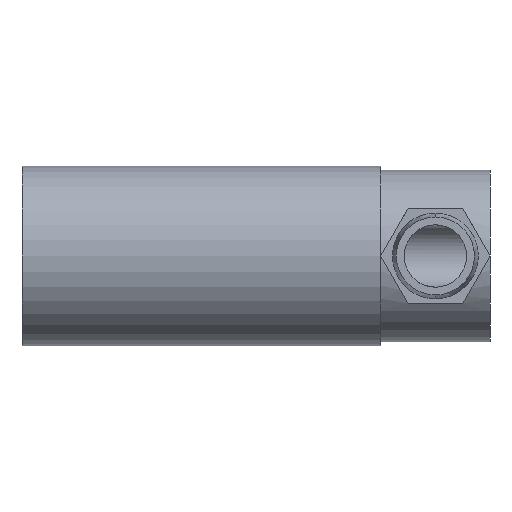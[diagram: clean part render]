
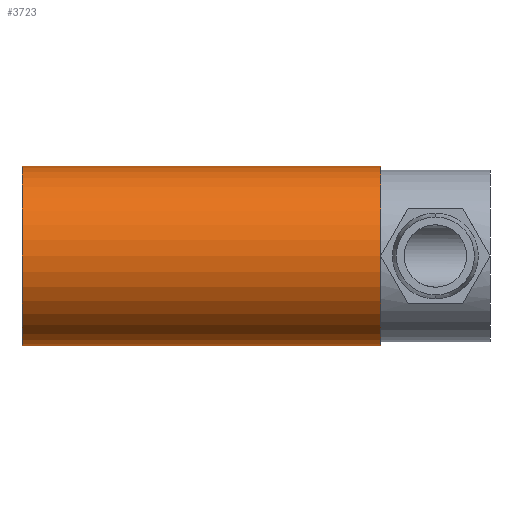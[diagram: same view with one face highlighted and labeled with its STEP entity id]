
A CAD part, front view. The second image highlights one B-rep face of the part: STEP entity #3723.
In plain terms, the highlighted cylindrical face has radius 11.5 mm (diameter 23 mm), a partial arc.
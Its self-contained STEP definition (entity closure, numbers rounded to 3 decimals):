
#427 = VERTEX_POINT ( 'NONE', #8549 ) ;
#972 = CARTESIAN_POINT ( 'NONE',  ( 0., 0., 11.5 ) ) ;
#1017 = EDGE_CURVE ( 'NONE', #427, #1733, #5902, .T. ) ;
#1073 = CARTESIAN_POINT ( 'NONE',  ( 0., 0., 11.5 ) ) ;
#1144 = EDGE_CURVE ( 'NONE', #4391, #3423, #2350, .T. ) ;
#1178 = ORIENTED_EDGE ( 'NONE', *, *, #1144, .T. ) ;
#1381 = CARTESIAN_POINT ( 'NONE',  ( 46., 0., 11.5 ) ) ;
#1733 = VERTEX_POINT ( 'NONE', #8411 ) ;
#1828 = DIRECTION ( 'NONE',  ( -1., 0., 0. ) ) ;
#1874 = DIRECTION ( 'NONE',  ( -1., 0., 0. ) ) ;
#1947 = DIRECTION ( 'NONE',  ( -1., 0., 0. ) ) ;
#2091 = CIRCLE ( 'NONE', #5054, 11.5 ) ;
#2350 = LINE ( 'NONE', #1073, #8727 ) ;
#2550 = CARTESIAN_POINT ( 'NONE',  ( 0., 0., 0. ) ) ;
#3216 = FACE_OUTER_BOUND ( 'NONE', #8661, .T. ) ;
#3423 = VERTEX_POINT ( 'NONE', #972 ) ;
#3723 = ADVANCED_FACE ( 'NONE', ( #3216 ), #5198, .T. ) ;
#3970 = DIRECTION ( 'NONE',  ( 0., 0., 1. ) ) ;
#4080 = AXIS2_PLACEMENT_3D ( 'NONE', #7997, #1947, #5802 ) ;
#4283 = DIRECTION ( 'NONE',  ( 0., 0., 1. ) ) ;
#4391 = VERTEX_POINT ( 'NONE', #1381 ) ;
#5054 = AXIS2_PLACEMENT_3D ( 'NONE', #7634, #6967, #4283 ) ;
#5055 = VECTOR ( 'NONE', #1874, 1000. ) ;
#5198 = CYLINDRICAL_SURFACE ( 'NONE', #6746, 11.5 ) ;
#5381 = DIRECTION ( 'NONE',  ( -1., 0., 0. ) ) ;
#5453 = EDGE_CURVE ( 'NONE', #427, #4391, #2091, .T. ) ;
#5802 = DIRECTION ( 'NONE',  ( 0., 0., 1. ) ) ;
#5847 = ORIENTED_EDGE ( 'NONE', *, *, #1017, .F. ) ;
#5902 = LINE ( 'NONE', #6421, #5055 ) ;
#6282 = ORIENTED_EDGE ( 'NONE', *, *, #6644, .F. ) ;
#6421 = CARTESIAN_POINT ( 'NONE',  ( 0., 0., -11.5 ) ) ;
#6644 = EDGE_CURVE ( 'NONE', #1733, #3423, #7881, .T. ) ;
#6746 = AXIS2_PLACEMENT_3D ( 'NONE', #2550, #5381, #3970 ) ;
#6967 = DIRECTION ( 'NONE',  ( -1., 0., 0. ) ) ;
#7634 = CARTESIAN_POINT ( 'NONE',  ( 46., 0., 0. ) ) ;
#7881 = CIRCLE ( 'NONE', #4080, 11.5 ) ;
#7997 = CARTESIAN_POINT ( 'NONE',  ( 0., 0., 0. ) ) ;
#8312 = ORIENTED_EDGE ( 'NONE', *, *, #5453, .T. ) ;
#8411 = CARTESIAN_POINT ( 'NONE',  ( 0., 0., -11.5 ) ) ;
#8549 = CARTESIAN_POINT ( 'NONE',  ( 46., 0., -11.5 ) ) ;
#8661 = EDGE_LOOP ( 'NONE', ( #5847, #8312, #1178, #6282 ) ) ;
#8727 = VECTOR ( 'NONE', #1828, 1000. ) ;
